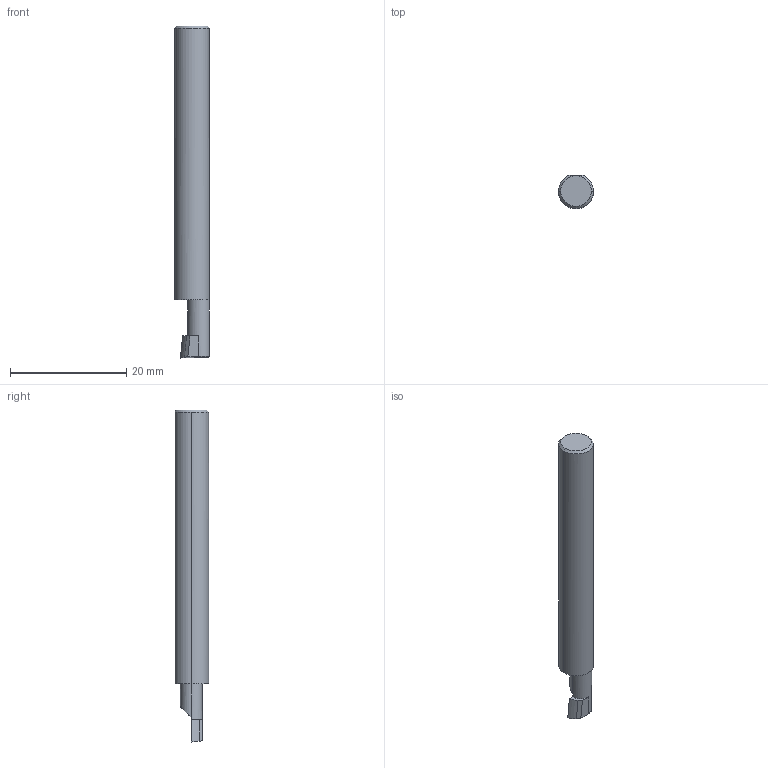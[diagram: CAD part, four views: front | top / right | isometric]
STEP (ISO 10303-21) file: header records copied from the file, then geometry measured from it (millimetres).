
FILE_DESCRIPTION (( 'STEP AP214' ), '1' );
FILE_NAME ('Micro_BBM-060510G.STEP', '2021-09-06T19:36:59', ( '' ), ( '' ), 'SwSTEP 2.0', 'SolidWorks 2020', '' );
FILE_SCHEMA (( 'AUTOMOTIVE_DESIGN' ));
Length unit declared in the file: inch
Products named in the file (1): Micro_BBM-060510G
Bounding box: 6 x 5.75 x 57 mm (x, y, z)
Volume: 1397 mm3; surface area: 1047.9 mm2
Topology: 1 solids, 1 shells, 17 faces, 38 edges, 23 vertices
Faces by surface type: plane 9, cylinder 6, cone 2
Entity records: 514 total; most frequent: CARTESIAN_POINT 100, DIRECTION 80, ORIENTED_EDGE 76, EDGE_CURVE 38, AXIS2_PLACEMENT_3D 29, VERTEX_POINT 23, VECTOR 22, LINE 22
